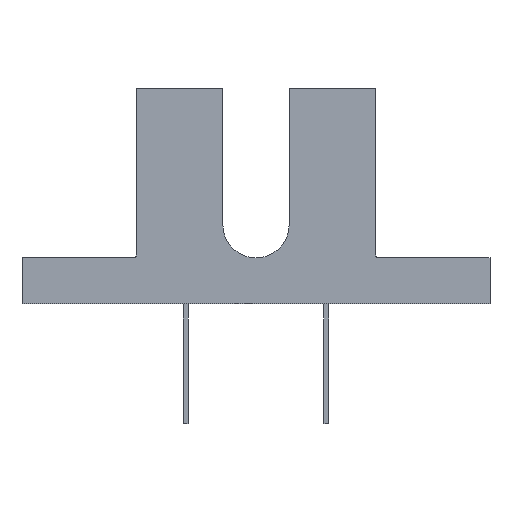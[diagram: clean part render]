
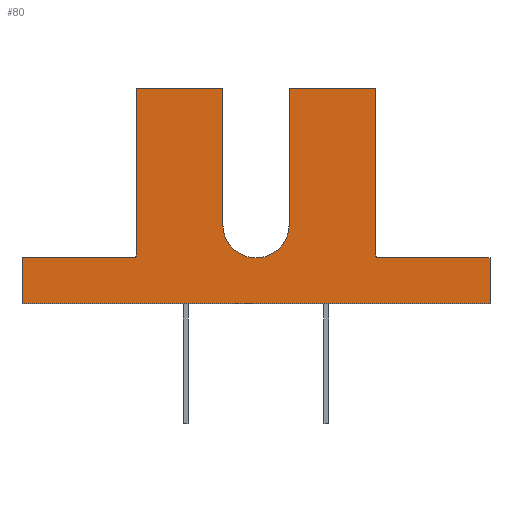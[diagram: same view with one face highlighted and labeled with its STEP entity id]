
A CAD part, front view. The second image highlights one B-rep face of the part: STEP entity #80.
In plain terms, the highlighted planar face has unit normal (0, -1, 0).
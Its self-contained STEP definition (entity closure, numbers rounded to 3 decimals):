
#80 = ADVANCED_FACE( '', ( #132 ), #133, .F. );
#132 = FACE_OUTER_BOUND( '', #228, .T. );
#133 = PLANE( '', #229 );
#228 = EDGE_LOOP( '', ( #361, #362, #363, #364, #365, #366, #367, #368, #369, #370, #371, #372, #373, #374 ) );
#229 = AXIS2_PLACEMENT_3D( '', #375, #376, #377 );
#361 = ORIENTED_EDGE( '', *, *, #636, .T. );
#362 = ORIENTED_EDGE( '', *, *, #657, .F. );
#363 = ORIENTED_EDGE( '', *, *, #658, .F. );
#364 = ORIENTED_EDGE( '', *, *, #659, .T. );
#365 = ORIENTED_EDGE( '', *, *, #660, .F. );
#366 = ORIENTED_EDGE( '', *, *, #661, .F. );
#367 = ORIENTED_EDGE( '', *, *, #662, .T. );
#368 = ORIENTED_EDGE( '', *, *, #646, .T. );
#369 = ORIENTED_EDGE( '', *, *, #663, .F. );
#370 = ORIENTED_EDGE( '', *, *, #664, .F. );
#371 = ORIENTED_EDGE( '', *, *, #665, .T. );
#372 = ORIENTED_EDGE( '', *, *, #666, .T. );
#373 = ORIENTED_EDGE( '', *, *, #667, .F. );
#374 = ORIENTED_EDGE( '', *, *, #668, .T. );
#375 = CARTESIAN_POINT( '', ( -10.926, -1.089, 2.5 ) );
#376 = DIRECTION( '', ( 0., 1., 0. ) );
#377 = DIRECTION( '', ( 0., 0., 1. ) );
#636 = EDGE_CURVE( '', #741, #745, #747, .T. );
#646 = EDGE_CURVE( '', #766, #767, #768, .T. );
#657 = EDGE_CURVE( '', #785, #745, #786, .T. );
#658 = EDGE_CURVE( '', #787, #785, #788, .T. );
#659 = EDGE_CURVE( '', #787, #789, #790, .T. );
#660 = EDGE_CURVE( '', #791, #789, #792, .T. );
#661 = EDGE_CURVE( '', #793, #791, #794, .T. );
#662 = EDGE_CURVE( '', #793, #766, #795, .T. );
#663 = EDGE_CURVE( '', #796, #767, #797, .T. );
#664 = EDGE_CURVE( '', #798, #796, #799, .T. );
#665 = EDGE_CURVE( '', #798, #800, #801, .T. );
#666 = EDGE_CURVE( '', #800, #802, #803, .T. );
#667 = EDGE_CURVE( '', #804, #802, #805, .T. );
#668 = EDGE_CURVE( '', #804, #741, #806, .T. );
#741 = VERTEX_POINT( '', #915 );
#745 = VERTEX_POINT( '', #921 );
#747 = LINE( '', #924, #925 );
#766 = VERTEX_POINT( '', #952 );
#767 = VERTEX_POINT( '', #953 );
#768 = CIRCLE( '', #954, 1.8 );
#785 = VERTEX_POINT( '', #980 );
#786 = LINE( '', #981, #982 );
#787 = VERTEX_POINT( '', #983 );
#788 = LINE( '', #984, #985 );
#789 = VERTEX_POINT( '', #986 );
#790 = CIRCLE( '', #987, 0.1 );
#791 = VERTEX_POINT( '', #988 );
#792 = LINE( '', #989, #990 );
#793 = VERTEX_POINT( '', #991 );
#794 = LINE( '', #992, #993 );
#795 = LINE( '', #994, #995 );
#796 = VERTEX_POINT( '', #996 );
#797 = LINE( '', #997, #998 );
#798 = VERTEX_POINT( '', #999 );
#799 = LINE( '', #1000, #1001 );
#800 = VERTEX_POINT( '', #1002 );
#801 = LINE( '', #1003, #1004 );
#802 = VERTEX_POINT( '', #1005 );
#803 = CIRCLE( '', #1006, 0.1 );
#804 = VERTEX_POINT( '', #1007 );
#805 = LINE( '', #1008, #1009 );
#806 = LINE( '', #1010, #1011 );
#915 = CARTESIAN_POINT( '', ( -10.926, -1.089, 0. ) );
#921 = CARTESIAN_POINT( '', ( 14.474, -1.089, 0. ) );
#924 = CARTESIAN_POINT( '', ( -10.926, -1.089, 0. ) );
#925 = VECTOR( '', #1152, 1000. );
#952 = CARTESIAN_POINT( '', ( 3.574, -1.089, 4.3 ) );
#953 = CARTESIAN_POINT( '', ( -0.026, -1.089, 4.3 ) );
#954 = AXIS2_PLACEMENT_3D( '', #1164, #1165, #1166 );
#980 = CARTESIAN_POINT( '', ( 14.474, -1.089, 2.5 ) );
#981 = CARTESIAN_POINT( '', ( 14.474, -1.089, 2.5 ) );
#982 = VECTOR( '', #1179, 1000. );
#983 = CARTESIAN_POINT( '', ( 8.374, -1.089, 2.5 ) );
#984 = CARTESIAN_POINT( '', ( -10.926, -1.089, 2.5 ) );
#985 = VECTOR( '', #1180, 1000. );
#986 = CARTESIAN_POINT( '', ( 8.274, -1.089, 2.6 ) );
#987 = AXIS2_PLACEMENT_3D( '', #1181, #1182, #1183 );
#988 = CARTESIAN_POINT( '', ( 8.274, -1.089, 11.7 ) );
#989 = CARTESIAN_POINT( '', ( 8.274, -1.089, 11.7 ) );
#990 = VECTOR( '', #1184, 1000. );
#991 = CARTESIAN_POINT( '', ( 3.574, -1.089, 11.7 ) );
#992 = CARTESIAN_POINT( '', ( 3.574, -1.089, 11.7 ) );
#993 = VECTOR( '', #1185, 1000. );
#994 = CARTESIAN_POINT( '', ( 3.574, -1.089, 11.7 ) );
#995 = VECTOR( '', #1186, 1000. );
#996 = CARTESIAN_POINT( '', ( -0.026, -1.089, 11.7 ) );
#997 = CARTESIAN_POINT( '', ( -0.026, -1.089, 11.7 ) );
#998 = VECTOR( '', #1187, 1000. );
#999 = CARTESIAN_POINT( '', ( -4.726, -1.089, 11.7 ) );
#1000 = CARTESIAN_POINT( '', ( -4.726, -1.089, 11.7 ) );
#1001 = VECTOR( '', #1188, 1000. );
#1002 = CARTESIAN_POINT( '', ( -4.726, -1.089, 2.6 ) );
#1003 = CARTESIAN_POINT( '', ( -4.726, -1.089, 11.7 ) );
#1004 = VECTOR( '', #1189, 1000. );
#1005 = CARTESIAN_POINT( '', ( -4.826, -1.089, 2.5 ) );
#1006 = AXIS2_PLACEMENT_3D( '', #1190, #1191, #1192 );
#1007 = CARTESIAN_POINT( '', ( -10.926, -1.089, 2.5 ) );
#1008 = CARTESIAN_POINT( '', ( -10.926, -1.089, 2.5 ) );
#1009 = VECTOR( '', #1193, 1000. );
#1010 = CARTESIAN_POINT( '', ( -10.926, -1.089, 2.5 ) );
#1011 = VECTOR( '', #1194, 1000. );
#1152 = DIRECTION( '', ( 1., 0., 0. ) );
#1164 = CARTESIAN_POINT( '', ( 1.774, -1.089, 4.3 ) );
#1165 = DIRECTION( '', ( 0., 1., 0. ) );
#1166 = DIRECTION( '', ( 0., 0., 1. ) );
#1179 = DIRECTION( '', ( 0., 0., -1. ) );
#1180 = DIRECTION( '', ( 1., 0., 0. ) );
#1181 = CARTESIAN_POINT( '', ( 8.374, -1.089, 2.6 ) );
#1182 = DIRECTION( '', ( 0., 1., 0. ) );
#1183 = DIRECTION( '', ( 0., 0., 1. ) );
#1184 = DIRECTION( '', ( 0., 0., -1. ) );
#1185 = DIRECTION( '', ( 1., 0., 0. ) );
#1186 = DIRECTION( '', ( 0., 0., -1. ) );
#1187 = DIRECTION( '', ( 0., 0., -1. ) );
#1188 = DIRECTION( '', ( 1., 0., 0. ) );
#1189 = DIRECTION( '', ( 0., 0., -1. ) );
#1190 = CARTESIAN_POINT( '', ( -4.826, -1.089, 2.6 ) );
#1191 = DIRECTION( '', ( 0., 1., 0. ) );
#1192 = DIRECTION( '', ( 0., 0., 1. ) );
#1193 = DIRECTION( '', ( 1., 0., 0. ) );
#1194 = DIRECTION( '', ( 0., 0., -1. ) );
